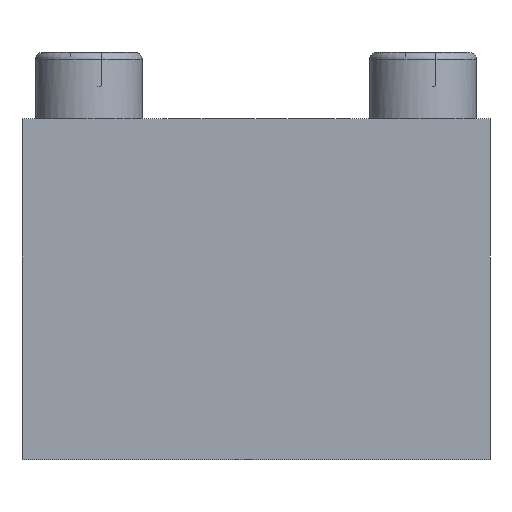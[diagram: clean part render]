
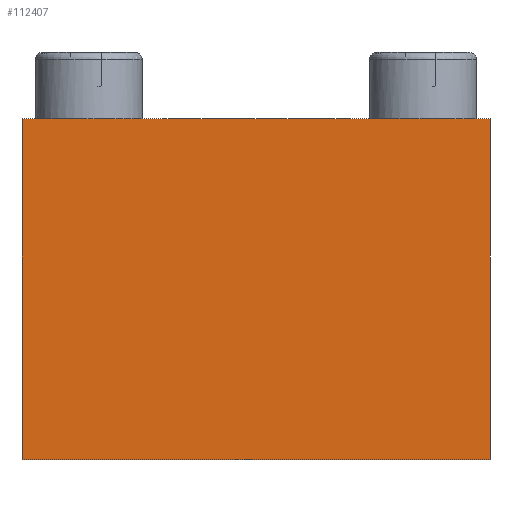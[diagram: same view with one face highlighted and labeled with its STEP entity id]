
A CAD part, front view. The second image highlights one B-rep face of the part: STEP entity #112407.
In plain terms, the highlighted planar face has unit normal (0, -1, 0).
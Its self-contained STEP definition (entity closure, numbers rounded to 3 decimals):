
#10545=CARTESIAN_POINT('',(-35.,-155.,41.));
#10546=VERTEX_POINT('',#10545);
#10553=CARTESIAN_POINT('',(35.,-155.,41.));
#10554=VERTEX_POINT('',#10553);
#10555=CARTESIAN_POINT('',(-35.,-155.,41.));
#10556=DIRECTION('',(1.,0.,-0.));
#10557=VECTOR('',#10556,70.);
#10558=LINE('',#10555,#10557);
#10559=EDGE_CURVE('',#10546,#10554,#10558,.T.);
#112365=CARTESIAN_POINT('',(-35.,-155.,-10.));
#112366=VERTEX_POINT('',#112365);
#112373=CARTESIAN_POINT('',(-35.,-155.,41.));
#112374=DIRECTION('',(0.,-0.,-1.));
#112375=VECTOR('',#112374,51.);
#112376=LINE('',#112373,#112375);
#112377=EDGE_CURVE('',#10546,#112366,#112376,.T.);
#112384=CARTESIAN_POINT('',(35.,-155.,0.));
#112385=DIRECTION('',(0.,-1.,0.));
#112386=DIRECTION('',(-1.,-0.,-0.));
#112387=AXIS2_PLACEMENT_3D('',#112384,#112385,#112386);
#112388=PLANE('',#112387);
#112389=ORIENTED_EDGE('',*,*,#112377,.T.);
#112390=CARTESIAN_POINT('',(35.,-155.,-10.));
#112391=VERTEX_POINT('',#112390);
#112392=CARTESIAN_POINT('',(35.,-155.,-10.));
#112393=DIRECTION('',(-1.,-0.,-0.));
#112394=VECTOR('',#112393,70.);
#112395=LINE('',#112392,#112394);
#112396=EDGE_CURVE('',#112391,#112366,#112395,.T.);
#112397=ORIENTED_EDGE('',*,*,#112396,.F.);
#112398=CARTESIAN_POINT('',(35.,-155.,41.));
#112399=DIRECTION('',(0.,-0.,-1.));
#112400=VECTOR('',#112399,51.);
#112401=LINE('',#112398,#112400);
#112402=EDGE_CURVE('',#10554,#112391,#112401,.T.);
#112403=ORIENTED_EDGE('',*,*,#112402,.F.);
#112404=ORIENTED_EDGE('',*,*,#10559,.F.);
#112405=EDGE_LOOP('',(#112389,#112397,#112403,#112404));
#112406=FACE_BOUND('',#112405,.T.);
#112407=ADVANCED_FACE('',(#112406),#112388,.T.);
